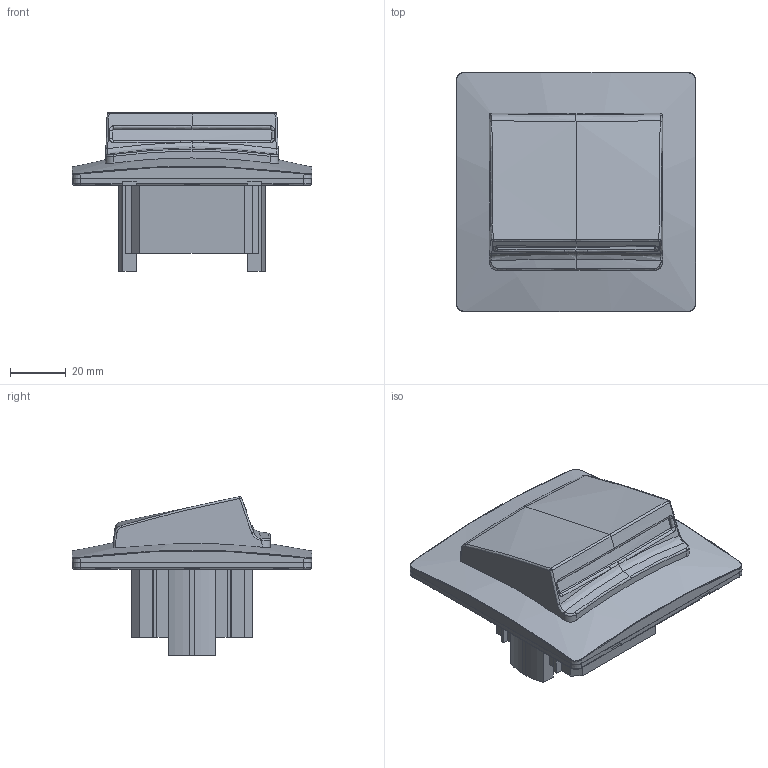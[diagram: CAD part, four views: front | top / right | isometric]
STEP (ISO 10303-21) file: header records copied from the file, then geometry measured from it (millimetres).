
FILE_DESCRIPTION (( 'STEP AP203' ), '1' );
FILE_NAME ('Kartoch_vikl.STEP', '2025-06-25T20:14:10', ( '' ), ( '' ), 'SwSTEP 2.0', 'SolidWorks 2022', '' );
FILE_SCHEMA (( 'CONFIG_CONTROL_DESIGN' ));
Length unit declared in the file: millimetre
Products named in the file (1): Kartoch_vikl
Bounding box: 86 x 86 x 56.97 mm (x, y, z)
Volume: 147697.1 mm3; surface area: 26417.7 mm2
Topology: 2 solids, 2 shells, 217 faces, 578 edges, 366 vertices
Faces by surface type: plane 104, bspline 79, cylinder 20, cone 8, torus 4, sphere 2
Entity records: 15917 total; most frequent: CARTESIAN_POINT 11961, ORIENTED_EDGE 1148, EDGE_CURVE 574, B_SPLINE_CURVE_WITH_KNOTS 545, VERTEX_POINT 364, DIRECTION 278, EDGE_LOOP 220, ADVANCED_FACE 217
